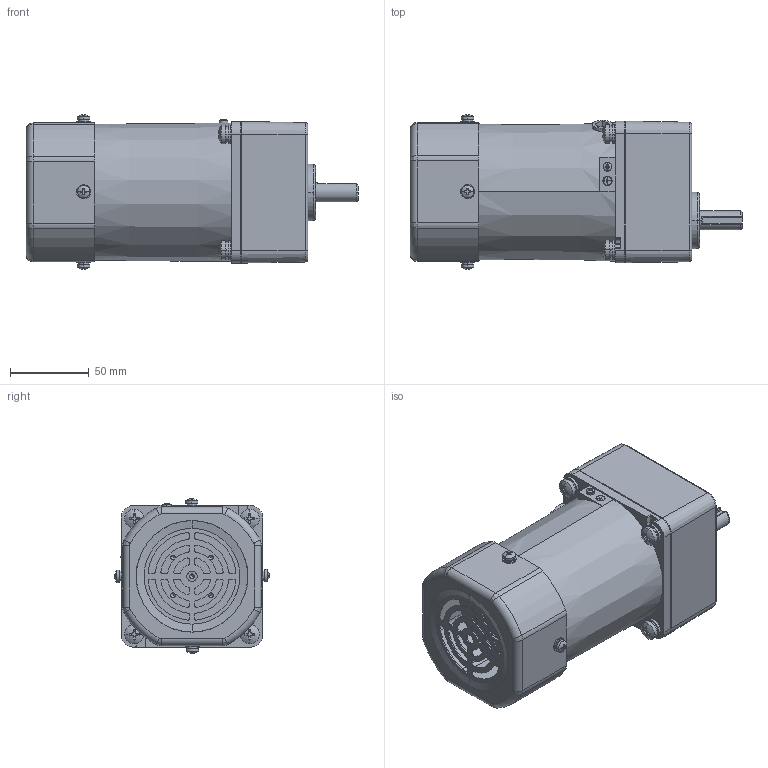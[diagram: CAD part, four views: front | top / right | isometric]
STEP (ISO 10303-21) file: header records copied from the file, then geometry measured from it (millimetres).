
FILE_DESCRIPTION (( 'STEP AP203' ), '1' );
FILE_NAME ('5IK60RGN-CF(5GN3K-18K).STEP', '2020-04-10T00:25:50', ( 'Windows 蚚誧' ), ( '' ), 'SwSTEP 2.0', 'SolidWorks 2019', '' );
FILE_SCHEMA (( 'CONFIG_CONTROL_DESIGN' ));
Length unit declared in the file: millimetre
Products named in the file (7): 5IK60RA-CF; 5GN3K-18K; 5IK60RGN-CF(5GN3K-18K); 5IK40A-C.stp; M3; 5IK40A-C; 90TSFZ
Assembly tree (6 placements, depth 4):
  5IK60RGN-CF(5GN3K-18K)
    5IK60RA-CF
      5IK40A-C
        5IK40A-C.stp
        M3
      90TSFZ
    5GN3K-18K
Bounding box: 211 x 98.11 x 98.11 mm (x, y, z)
Volume: 991063 mm3; surface area: 138866.2 mm2
Topology: 47 solids, 47 shells, 1286 faces, 3265 edges, 2101 vertices
Faces by surface type: cylinder 535, plane 488, cone 128, sphere 62, torus 55, bspline 18
Entity records: 40610 total; most frequent: CARTESIAN_POINT 7711, DIRECTION 7337, ORIENTED_EDGE 6478, EDGE_CURVE 3239, AXIS2_PLACEMENT_3D 2979, VERTEX_POINT 2101, CIRCLE 1700, EDGE_LOOP 1414
